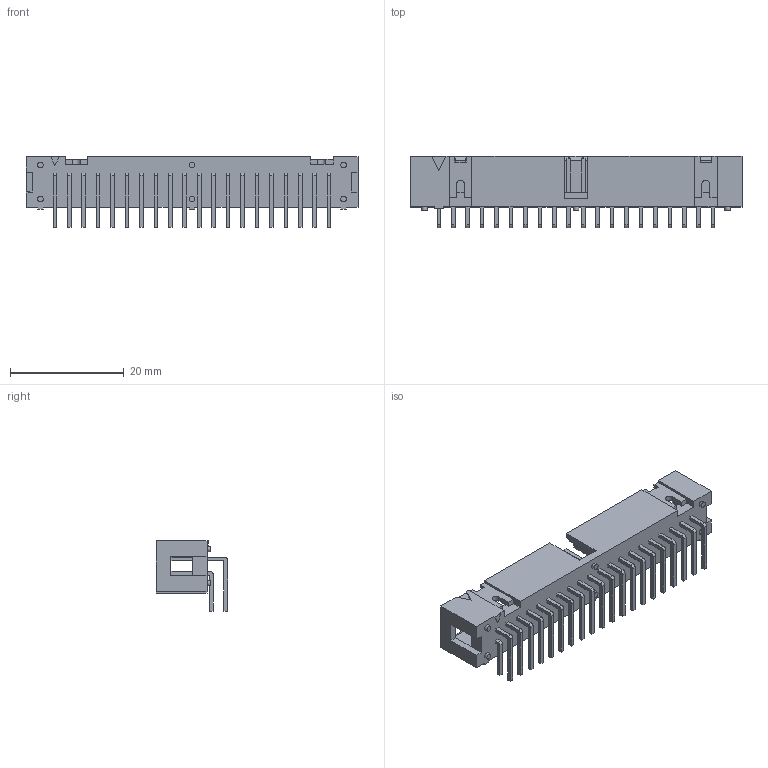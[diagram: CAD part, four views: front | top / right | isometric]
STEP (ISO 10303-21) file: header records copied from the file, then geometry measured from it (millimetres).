
FILE_DESCRIPTION((' '),'2;1');
FILE_NAME( '09185406323.stp', '2022-09-02T09:18:54', (' '), ('--- Datakit www.datakit.com---'), ' Datakit CrossCadWare V2022.3 Jun 15 2022', 'DATAKIT 2022 (c)', ' ');
FILE_SCHEMA(('AP242_MANAGED_MODEL_BASED_3D_ENGINEERING_MIM_LF { 1 0 10303 442 1 1 4 }'));
Length unit declared in the file: millimetre
Products named in the file (1): 09185406323
Bounding box: 58.42 x 12.52 x 12.4 mm (x, y, z)
Volume: 2493.9 mm3; surface area: 4605.7 mm2
Topology: 1 solids, 1 shells, 769 faces, 1895 edges, 1206 vertices
Faces by surface type: plane 721, cylinder 48
Full cylindrical faces by diameter (mm): 1 x6
Entity records: 22886 total; most frequent: CARTESIAN_POINT 3865, ORIENTED_EDGE 3778, DIRECTION 3525, EDGE_CURVE 1889, VECTOR 1793, LINE 1793, VERTEX_POINT 1206, AXIS2_PLACEMENT_3D 866
